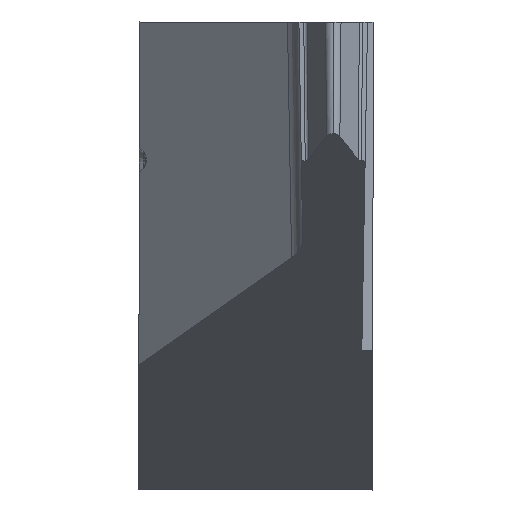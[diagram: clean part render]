
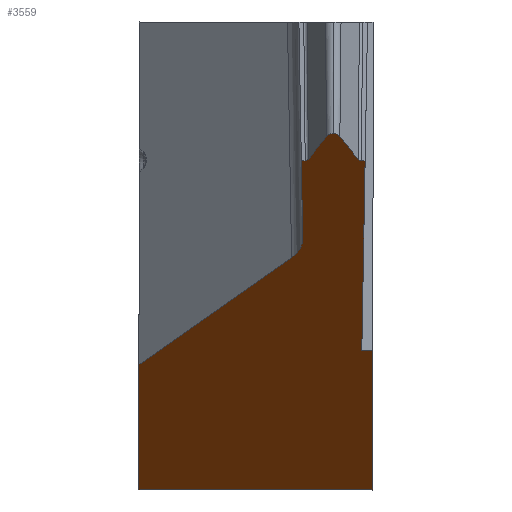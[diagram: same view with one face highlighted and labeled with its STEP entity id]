
A CAD part, front view. The second image highlights one B-rep face of the part: STEP entity #3559.
In plain terms, the highlighted planar face has unit normal (0, -0.574, -0.819).
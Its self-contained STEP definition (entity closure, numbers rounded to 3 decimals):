
#276=CARTESIAN_POINT('',(0.,4.257,-4.392));
#277=DIRECTION('',(0.,0.819,-0.574));
#278=VECTOR('',#277,2.804);
#279=LINE('',#276,#278);
#280=CARTESIAN_POINT('',(0.,4.257,-4.392));
#281=VERTEX_POINT('',#280);
#282=CARTESIAN_POINT('',(0.,6.554,-6.));
#283=VERTEX_POINT('',#282);
#284=EDGE_CURVE('',#281,#283,#279,.T.);
#526=CARTESIAN_POINT('',(3.,4.,-4.212));
#527=VERTEX_POINT('',#526);
#540=CARTESIAN_POINT('',(3.,4.,-4.212));
#541=DIRECTION('',(0.,0.819,-0.574));
#542=VECTOR('',#541,3.118);
#543=LINE('',#540,#542);
#544=CARTESIAN_POINT('',(3.,6.554,-6.));
#545=VERTEX_POINT('',#544);
#546=EDGE_CURVE('',#527,#545,#543,.T.);
#1793=CARTESIAN_POINT('',(3.,4.,-4.212));
#1794=DIRECTION('',(-1.,0.,0.));
#1795=VECTOR('',#1794,0.144);
#1796=LINE('',#1793,#1795);
#1797=CARTESIAN_POINT('',(2.856,4.,-4.212));
#1798=VERTEX_POINT('',#1797);
#1799=EDGE_CURVE('',#527,#1798,#1796,.T.);
#1889=CARTESIAN_POINT('',(2.856,4.,-4.212));
#1890=DIRECTION('',(0.01,-0.819,0.574));
#1891=VECTOR('',#1890,4.244);
#1892=LINE('',#1889,#1891);
#1893=CARTESIAN_POINT('',(2.899,0.524,-1.778));
#1894=VERTEX_POINT('',#1893);
#1895=EDGE_CURVE('',#1798,#1894,#1892,.T.);
#2060=CARTESIAN_POINT('',(2.098,1.951,-2.777));
#2061=VERTEX_POINT('',#2060);
#2072=CARTESIAN_POINT('',(2.098,1.951,-2.777));
#2073=DIRECTION('',(-0.01,-0.819,0.574));
#2074=VECTOR('',#2073,1.743);
#2075=LINE('',#2072,#2074);
#2076=CARTESIAN_POINT('',(2.081,0.524,-1.778));
#2077=VERTEX_POINT('',#2076);
#2078=EDGE_CURVE('',#2061,#2077,#2075,.T.);
#2143=CARTESIAN_POINT('',(2.081,0.524,-1.778));
#2144=DIRECTION('',(0.999,-0.035,0.025));
#2145=VECTOR('',#2144,0.05);
#2146=LINE('',#2143,#2145);
#2147=CARTESIAN_POINT('',(2.131,0.522,-1.776));
#2148=VERTEX_POINT('',#2147);
#2149=EDGE_CURVE('',#2077,#2148,#2146,.T.);
#2220=CARTESIAN_POINT('',(2.172,0.497,-1.759));
#2221=VERTEX_POINT('',#2220);
#2232=CARTESIAN_POINT('',(2.172,0.497,-1.759));
#2233=CARTESIAN_POINT('',(2.163,0.512,-1.769));
#2234=CARTESIAN_POINT('',(2.148,0.521,-1.776));
#2235=CARTESIAN_POINT('',(2.131,0.522,-1.776));
#2236=(BOUNDED_CURVE()B_SPLINE_CURVE(3,(#2232,#2233,#2234,#2235),.UNSPECIFIED.,.F.,.F.)B_SPLINE_CURVE_WITH_KNOTS((4,4),(0.,1.),.UNSPECIFIED.)CURVE()GEOMETRIC_REPRESENTATION_ITEM()RATIONAL_B_SPLINE_CURVE((1.,0.916,0.916,1.))REPRESENTATION_ITEM('')
);
#2237=EDGE_CURVE('',#2221,#2148,#2236,.T.);
#2287=CARTESIAN_POINT('',(2.172,0.497,-1.759));
#2288=DIRECTION('',(0.419,-0.744,0.521));
#2289=VECTOR('',#2288,0.556);
#2290=LINE('',#2287,#2289);
#2291=CARTESIAN_POINT('',(2.405,0.083,-1.469));
#2292=VERTEX_POINT('',#2291);
#2293=EDGE_CURVE('',#2221,#2292,#2290,.T.);
#2367=CARTESIAN_POINT('',(2.49,0.026,-1.429));
#2368=CARTESIAN_POINT('',(2.454,0.03,-1.432));
#2369=CARTESIAN_POINT('',(2.423,0.051,-1.447));
#2370=CARTESIAN_POINT('',(2.405,0.083,-1.469));
#2371=(BOUNDED_CURVE()B_SPLINE_CURVE(3,(#2367,#2368,#2369,#2370),.UNSPECIFIED.,.F.,.F.)B_SPLINE_CURVE_WITH_KNOTS((4,4),(0.,1.),.UNSPECIFIED.)CURVE()GEOMETRIC_REPRESENTATION_ITEM()RATIONAL_B_SPLINE_CURVE((1.,0.93,0.93,1.))REPRESENTATION_ITEM('')
);
#2372=CARTESIAN_POINT('',(2.49,0.026,-1.429));
#2373=VERTEX_POINT('',#2372);
#2374=EDGE_CURVE('',#2373,#2292,#2371,.T.);
#2484=CARTESIAN_POINT('',(2.575,0.083,-1.469));
#2485=CARTESIAN_POINT('',(2.557,0.051,-1.447));
#2486=CARTESIAN_POINT('',(2.526,0.03,-1.432));
#2487=CARTESIAN_POINT('',(2.49,0.026,-1.429));
#2488=(BOUNDED_CURVE()B_SPLINE_CURVE(3,(#2484,#2485,#2486,#2487),.UNSPECIFIED.,.F.,.F.)B_SPLINE_CURVE_WITH_KNOTS((4,4),(0.,1.),.UNSPECIFIED.)CURVE()GEOMETRIC_REPRESENTATION_ITEM()RATIONAL_B_SPLINE_CURVE((1.,0.93,0.93,1.))REPRESENTATION_ITEM('')
);
#2489=CARTESIAN_POINT('',(2.575,0.083,-1.469));
#2490=VERTEX_POINT('',#2489);
#2491=EDGE_CURVE('',#2490,#2373,#2488,.T.);
#2556=CARTESIAN_POINT('',(2.575,0.083,-1.469));
#2557=DIRECTION('',(0.419,0.744,-0.521));
#2558=VECTOR('',#2557,0.556);
#2559=LINE('',#2556,#2558);
#2560=CARTESIAN_POINT('',(2.808,0.497,-1.759));
#2561=VERTEX_POINT('',#2560);
#2562=EDGE_CURVE('',#2490,#2561,#2559,.T.);
#2608=CARTESIAN_POINT('',(2.849,0.522,-1.776));
#2609=VERTEX_POINT('',#2608);
#2620=CARTESIAN_POINT('',(2.849,0.522,-1.776));
#2621=CARTESIAN_POINT('',(2.832,0.521,-1.776));
#2622=CARTESIAN_POINT('',(2.817,0.512,-1.769));
#2623=CARTESIAN_POINT('',(2.808,0.497,-1.759));
#2624=(BOUNDED_CURVE()B_SPLINE_CURVE(3,(#2620,#2621,#2622,#2623),.UNSPECIFIED.,.F.,.F.)B_SPLINE_CURVE_WITH_KNOTS((4,4),(0.,1.),.UNSPECIFIED.)CURVE()GEOMETRIC_REPRESENTATION_ITEM()RATIONAL_B_SPLINE_CURVE((1.,0.916,0.916,1.))REPRESENTATION_ITEM('')
);
#2625=EDGE_CURVE('',#2609,#2561,#2624,.T.);
#2684=CARTESIAN_POINT('',(2.098,1.951,-2.777));
#2685=CARTESIAN_POINT('',(2.1,2.084,-2.87));
#2686=CARTESIAN_POINT('',(2.05,2.207,-2.956));
#2687=CARTESIAN_POINT('',(1.956,2.301,-3.022));
#2688=(BOUNDED_CURVE()B_SPLINE_CURVE(3,(#2684,#2685,#2686,#2687),.UNSPECIFIED.,.F.,.F.)B_SPLINE_CURVE_WITH_KNOTS((4,4),(0.,1.),.UNSPECIFIED.)CURVE()GEOMETRIC_REPRESENTATION_ITEM()RATIONAL_B_SPLINE_CURVE((1.,0.949,0.949,1.))REPRESENTATION_ITEM('')
);
#2689=CARTESIAN_POINT('',(1.956,2.301,-3.022));
#2690=VERTEX_POINT('',#2689);
#2691=EDGE_CURVE('',#2061,#2690,#2688,.T.);
#2886=CARTESIAN_POINT('',(2.849,0.522,-1.776));
#2887=DIRECTION('',(0.999,0.035,-0.025));
#2888=VECTOR('',#2887,0.05);
#2889=LINE('',#2886,#2888);
#2890=EDGE_CURVE('',#2609,#1894,#2889,.T.);
#3333=CARTESIAN_POINT('',(3.,6.554,-6.));
#3334=DIRECTION('',(-1.,0.,0.));
#3335=VECTOR('',#3334,3.);
#3336=LINE('',#3333,#3335);
#3337=EDGE_CURVE('',#545,#283,#3336,.T.);
#3403=CARTESIAN_POINT('',(1.9,2.782,-3.359));
#3404=DIRECTION('',(0.,0.574,0.819));
#3405=DIRECTION('',(0.,-0.47,0.329));
#3406=AXIS2_PLACEMENT_3D('',#3403,#3404,#3405);
#3407=PLANE('',#3406);
#3408=ORIENTED_EDGE('Edge 205',*,*,#2691,.T.);
#3417=ORIENTED_EDGE('Edge 210',*,*,#2078,.F.);
#3426=ORIENTED_EDGE('Edge 215',*,*,#2149,.F.);
#3435=ORIENTED_EDGE('Edge 220',*,*,#2237,.T.);
#3444=ORIENTED_EDGE('Edge 225',*,*,#2293,.F.);
#3453=ORIENTED_EDGE('Edge 230',*,*,#2374,.T.);
#3462=ORIENTED_EDGE('Edge 235',*,*,#2491,.T.);
#3471=ORIENTED_EDGE('Edge 240',*,*,#2562,.F.);
#3480=ORIENTED_EDGE('Edge 245',*,*,#2625,.T.);
#3489=ORIENTED_EDGE('Edge 250',*,*,#2890,.F.);
#3498=ORIENTED_EDGE('Edge 255',*,*,#1895,.T.);
#3507=ORIENTED_EDGE('Edge 260',*,*,#1799,.T.);
#3516=ORIENTED_EDGE('Edge 265',*,*,#546,.F.);
#3525=ORIENTED_EDGE('Edge 270',*,*,#3337,.F.);
#3534=ORIENTED_EDGE('Edge 298',*,*,#284,.T.);
#3543=CARTESIAN_POINT('',(0.,4.257,-4.392));
#3544=DIRECTION('',(0.634,-0.634,0.444));
#3545=VECTOR('',#3544,3.087);
#3546=LINE('',#3543,#3545);
#3547=EDGE_CURVE('',#281,#2690,#3546,.T.);
#3548=ORIENTED_EDGE('Edge 280',*,*,#3547,.F.);
#3557=EDGE_LOOP('',(#3548,#3534,#3525,#3516,#3507,#3498,#3489,#3480,#3471,#3462,#3453,#3444,#3435,#3426,#3417,#3408));
#3558=FACE_OUTER_BOUND('Loop 281',#3557,.T.);
#3559=ADVANCED_FACE('Face 282',(#3558),#3407,.F.);
